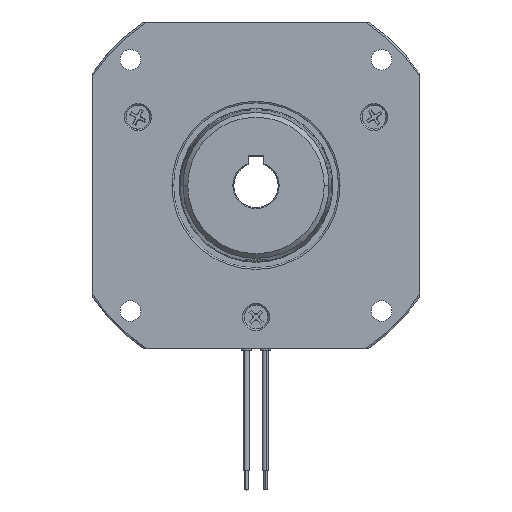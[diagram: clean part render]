
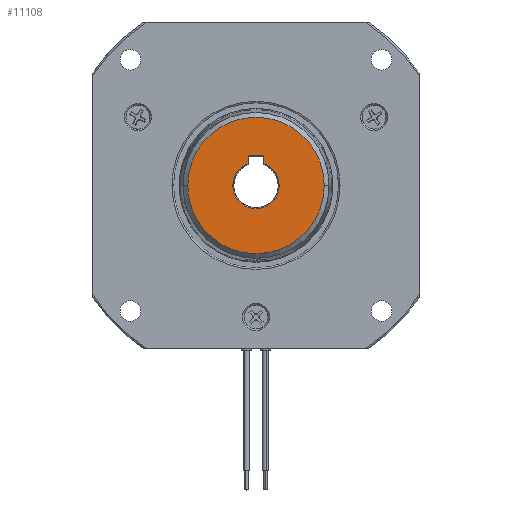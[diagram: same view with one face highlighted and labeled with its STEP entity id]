
A CAD part, top view. The second image highlights one B-rep face of the part: STEP entity #11108.
In plain terms, the highlighted face is planar.
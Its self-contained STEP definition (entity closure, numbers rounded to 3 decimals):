
#792 = ORIENTED_EDGE ( 'NONE', *, *, #23650, .T. ) ;
#1470 = FACE_BOUND ( 'NONE', #16767, .T. ) ;
#1601 = DIRECTION ( 'NONE',  ( 0., 0., 1. ) ) ;
#1672 = CARTESIAN_POINT ( 'NONE',  ( 0., 0., -25. ) ) ;
#1877 = VERTEX_POINT ( 'NONE', #16940 ) ;
#2124 = ORIENTED_EDGE ( 'NONE', *, *, #7305, .T. ) ;
#2150 = LINE ( 'NONE', #19964, #25506 ) ;
#2220 = CARTESIAN_POINT ( 'NONE',  ( 2.5, 6.538, -25. ) ) ;
#2583 = EDGE_CURVE ( 'NONE', #24580, #2860, #2150, .T. ) ;
#2847 = EDGE_LOOP ( 'NONE', ( #16466, #792 ) ) ;
#2860 = VERTEX_POINT ( 'NONE', #7211 ) ;
#3433 = FACE_OUTER_BOUND ( 'NONE', #2847, .T. ) ;
#3444 = CIRCLE ( 'NONE', #7615, 7.3 ) ;
#4132 = CARTESIAN_POINT ( 'NONE',  ( -2.5, 6.538, -25. ) ) ;
#4155 = ORIENTED_EDGE ( 'NONE', *, *, #2583, .F. ) ;
#5196 = VERTEX_POINT ( 'NONE', #16228 ) ;
#5733 = LINE ( 'NONE', #4132, #9447 ) ;
#5977 = ORIENTED_EDGE ( 'NONE', *, *, #24962, .T. ) ;
#6015 = DIRECTION ( 'NONE',  ( 0., -1., 0. ) ) ;
#6080 = CIRCLE ( 'NONE', #12834, 7.3 ) ;
#7211 = CARTESIAN_POINT ( 'NONE',  ( 2.5, 9.3, -25. ) ) ;
#7305 = EDGE_CURVE ( 'NONE', #25364, #20214, #15505, .T. ) ;
#7441 = DIRECTION ( 'NONE',  ( 0., 0., -1. ) ) ;
#7523 = DIRECTION ( 'NONE',  ( 1., 0., 0. ) ) ;
#7615 = AXIS2_PLACEMENT_3D ( 'NONE', #22552, #16258, #14426 ) ;
#7729 = VERTEX_POINT ( 'NONE', #10002 ) ;
#8606 = LINE ( 'NONE', #2220, #24417 ) ;
#9447 = VECTOR ( 'NONE', #12126, 1000. ) ;
#9870 = CIRCLE ( 'NONE', #13233, 21.5 ) ;
#10002 = CARTESIAN_POINT ( 'NONE',  ( -2.5, 6.859, -25. ) ) ;
#11108 = ADVANCED_FACE ( 'NONE', ( #1470, #3433 ), #15339, .F. ) ;
#12126 = DIRECTION ( 'NONE',  ( 0., 1., 0. ) ) ;
#12169 = AXIS2_PLACEMENT_3D ( 'NONE', #1672, #19610, #23940 ) ;
#12380 = CIRCLE ( 'NONE', #21600, 21.5 ) ;
#12772 = CARTESIAN_POINT ( 'NONE',  ( -2.5, 9.3, -25. ) ) ;
#12789 = EDGE_CURVE ( 'NONE', #2860, #20214, #8606, .T. ) ;
#12834 = AXIS2_PLACEMENT_3D ( 'NONE', #17712, #20053, #13771 ) ;
#13233 = AXIS2_PLACEMENT_3D ( 'NONE', #23517, #24026, #7523 ) ;
#13771 = DIRECTION ( 'NONE',  ( 1., 0., 0. ) ) ;
#14426 = DIRECTION ( 'NONE',  ( 1., 0., 0. ) ) ;
#14752 = ORIENTED_EDGE ( 'NONE', *, *, #23364, .F. ) ;
#14895 = CARTESIAN_POINT ( 'NONE',  ( 0., 0., -25. ) ) ;
#15339 = PLANE ( 'NONE',  #20981 ) ;
#15505 = CIRCLE ( 'NONE', #12169, 7.3 ) ;
#15627 = EDGE_CURVE ( 'NONE', #7729, #5196, #3444, .T. ) ;
#16228 = CARTESIAN_POINT ( 'NONE',  ( -7.3, 0., -25. ) ) ;
#16258 = DIRECTION ( 'NONE',  ( 0., 0., 1. ) ) ;
#16466 = ORIENTED_EDGE ( 'NONE', *, *, #25595, .T. ) ;
#16767 = EDGE_LOOP ( 'NONE', ( #4155, #14752, #22534, #5977, #2124, #24994 ) ) ;
#16940 = CARTESIAN_POINT ( 'NONE',  ( -21.5, 0., -25. ) ) ;
#17712 = CARTESIAN_POINT ( 'NONE',  ( 0., 0., -25. ) ) ;
#19347 = DIRECTION ( 'NONE',  ( 1., 0., 0. ) ) ;
#19610 = DIRECTION ( 'NONE',  ( 0., 0., 1. ) ) ;
#19964 = CARTESIAN_POINT ( 'NONE',  ( 2.5, 9.3, -25. ) ) ;
#20053 = DIRECTION ( 'NONE',  ( 0., 0., 1. ) ) ;
#20214 = VERTEX_POINT ( 'NONE', #23433 ) ;
#20981 = AXIS2_PLACEMENT_3D ( 'NONE', #21889, #1601, #25455 ) ;
#21600 = AXIS2_PLACEMENT_3D ( 'NONE', #14895, #7441, #19347 ) ;
#21683 = DIRECTION ( 'NONE',  ( 1., 0., 0. ) ) ;
#21889 = CARTESIAN_POINT ( 'NONE',  ( 0., 7., -25. ) ) ;
#22534 = ORIENTED_EDGE ( 'NONE', *, *, #15627, .T. ) ;
#22552 = CARTESIAN_POINT ( 'NONE',  ( 0., 0., -25. ) ) ;
#23321 = CARTESIAN_POINT ( 'NONE',  ( 21.5, 0., -25. ) ) ;
#23364 = EDGE_CURVE ( 'NONE', #7729, #24580, #5733, .T. ) ;
#23433 = CARTESIAN_POINT ( 'NONE',  ( 2.5, 6.859, -25. ) ) ;
#23517 = CARTESIAN_POINT ( 'NONE',  ( 0., 0., -25. ) ) ;
#23650 = EDGE_CURVE ( 'NONE', #1877, #23901, #9870, .T. ) ;
#23901 = VERTEX_POINT ( 'NONE', #23321 ) ;
#23940 = DIRECTION ( 'NONE',  ( 1., 0., 0. ) ) ;
#24026 = DIRECTION ( 'NONE',  ( 0., 0., -1. ) ) ;
#24417 = VECTOR ( 'NONE', #6015, 1000. ) ;
#24580 = VERTEX_POINT ( 'NONE', #12772 ) ;
#24962 = EDGE_CURVE ( 'NONE', #5196, #25364, #6080, .T. ) ;
#24994 = ORIENTED_EDGE ( 'NONE', *, *, #12789, .F. ) ;
#25364 = VERTEX_POINT ( 'NONE', #25867 ) ;
#25455 = DIRECTION ( 'NONE',  ( 1., 0., 0. ) ) ;
#25506 = VECTOR ( 'NONE', #21683, 1000. ) ;
#25595 = EDGE_CURVE ( 'NONE', #23901, #1877, #12380, .T. ) ;
#25867 = CARTESIAN_POINT ( 'NONE',  ( 7.3, 0., -25. ) ) ;
